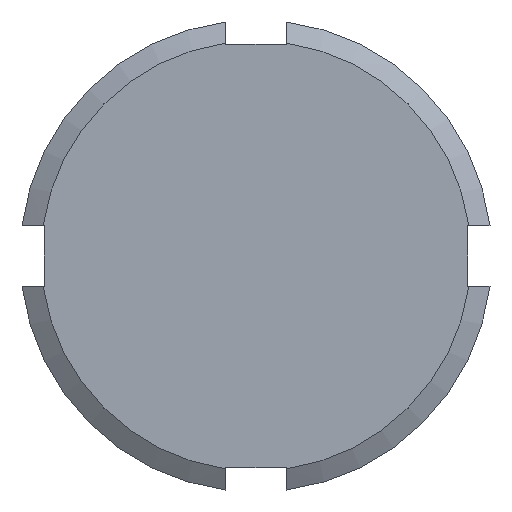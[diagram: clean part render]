
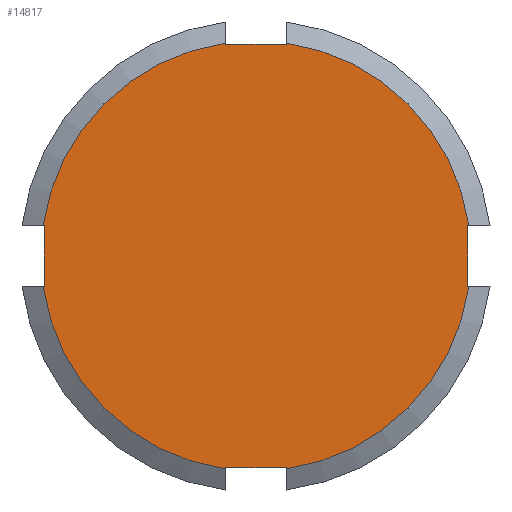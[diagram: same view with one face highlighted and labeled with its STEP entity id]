
A CAD part, front view. The second image highlights one B-rep face of the part: STEP entity #14817.
In plain terms, the highlighted free-form (B-spline) face has degree [1, 1] with [2, 2] control points.
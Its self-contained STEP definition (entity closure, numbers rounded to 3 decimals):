
#2932=CARTESIAN_POINT('',(-35.182,-50.8,5.));
#2976=CARTESIAN_POINT('',(-5.,-50.8,35.182));
#2986=CARTESIAN_POINT('',(5.,-50.8,35.182));
#3030=CARTESIAN_POINT('',(35.182,-50.8,5.));
#3040=CARTESIAN_POINT('',(35.182,-50.8,-5.));
#3084=CARTESIAN_POINT('',(5.,-50.8,-35.182));
#3094=CARTESIAN_POINT('',(-5.,-50.8,-35.182));
#3128=CARTESIAN_POINT('',(-35.182,-50.8,-5.));
#3140=DIRECTION('',(0.,0.,1.));
#3141=VECTOR('',#3140,10.);
#3142=CARTESIAN_POINT('',(-35.,-50.8,-5.));
#3143=LINE('',#3142,#3141);
#3144=DIRECTION('',(-1.,0.,0.));
#3145=VECTOR('',#3144,0.182);
#3146=CARTESIAN_POINT('',(-35.,-50.8,5.));
#3147=LINE('',#3146,#3145);
#3148=DIRECTION('',(0.,0.,-1.));
#3149=VECTOR('',#3148,0.182);
#3150=CARTESIAN_POINT('',(-5.,-50.8,35.182));
#3151=LINE('',#3150,#3149);
#3152=DIRECTION('',(1.,0.,0.));
#3153=VECTOR('',#3152,10.);
#3154=CARTESIAN_POINT('',(-5.,-50.8,35.));
#3155=LINE('',#3154,#3153);
#3156=DIRECTION('',(0.,0.,1.));
#3157=VECTOR('',#3156,0.182);
#3158=CARTESIAN_POINT('',(5.,-50.8,35.));
#3159=LINE('',#3158,#3157);
#3160=DIRECTION('',(-1.,0.,0.));
#3161=VECTOR('',#3160,0.182);
#3162=CARTESIAN_POINT('',(35.182,-50.8,5.));
#3163=LINE('',#3162,#3161);
#3164=DIRECTION('',(0.,0.,-1.));
#3165=VECTOR('',#3164,10.);
#3166=CARTESIAN_POINT('',(35.,-50.8,5.));
#3167=LINE('',#3166,#3165);
#3168=DIRECTION('',(1.,0.,0.));
#3169=VECTOR('',#3168,0.182);
#3170=CARTESIAN_POINT('',(35.,-50.8,-5.));
#3171=LINE('',#3170,#3169);
#3172=DIRECTION('',(0.,0.,1.));
#3173=VECTOR('',#3172,0.182);
#3174=CARTESIAN_POINT('',(5.,-50.8,-35.182));
#3175=LINE('',#3174,#3173);
#3176=DIRECTION('',(-1.,0.,0.));
#3177=VECTOR('',#3176,10.);
#3178=CARTESIAN_POINT('',(5.,-50.8,-35.));
#3179=LINE('',#3178,#3177);
#3180=DIRECTION('',(0.,0.,-1.));
#3181=VECTOR('',#3180,0.182);
#3182=CARTESIAN_POINT('',(-5.,-50.8,-35.));
#3183=LINE('',#3182,#3181);
#3184=DIRECTION('',(1.,0.,0.));
#3185=VECTOR('',#3184,0.182);
#3186=CARTESIAN_POINT('',(-35.182,-50.8,-5.));
#3187=LINE('',#3186,#3185);
#3193=CARTESIAN_POINT('',(0.,-50.8,0.));
#3194=DIRECTION('',(0.,-1.,0.));
#3195=DIRECTION('',(-0.141,0.,0.99));
#3196=AXIS2_PLACEMENT_3D('',#3193,#3194,#3195);
#3203=CARTESIAN_POINT('',(0.,-50.8,0.));
#3204=DIRECTION('',(0.,-1.,0.));
#3205=DIRECTION('',(0.99,0.,0.141));
#3206=AXIS2_PLACEMENT_3D('',#3203,#3204,#3205);
#3213=CARTESIAN_POINT('',(0.,-50.8,0.));
#3214=DIRECTION('',(0.,-1.,0.));
#3215=DIRECTION('',(0.141,0.,-0.99));
#3216=AXIS2_PLACEMENT_3D('',#3213,#3214,#3215);
#3218=CARTESIAN_POINT('',(0.,-50.8,0.));
#3219=DIRECTION('',(0.,-1.,0.));
#3220=DIRECTION('',(-0.99,0.,-0.141));
#3221=AXIS2_PLACEMENT_3D('',#3218,#3219,#3220);
#9392=CARTESIAN_POINT('',(5.,-50.8,-35.));
#9393=CARTESIAN_POINT('',(-5.,-50.8,-35.));
#9394=VERTEX_POINT('',#9392);
#9395=VERTEX_POINT('',#9393);
#9396=VERTEX_POINT('',#3094);
#9397=VERTEX_POINT('',#3084);
#9436=CARTESIAN_POINT('',(-35.,-50.8,-5.));
#9437=CARTESIAN_POINT('',(-35.,-50.8,5.));
#9438=VERTEX_POINT('',#9436);
#9439=VERTEX_POINT('',#9437);
#9440=CARTESIAN_POINT('',(-5.,-50.8,35.));
#9441=CARTESIAN_POINT('',(5.,-50.8,35.));
#9442=VERTEX_POINT('',#9440);
#9443=VERTEX_POINT('',#9441);
#9444=CARTESIAN_POINT('',(35.,-50.8,5.));
#9445=CARTESIAN_POINT('',(35.,-50.8,-5.));
#9446=VERTEX_POINT('',#9444);
#9447=VERTEX_POINT('',#9445);
#9448=VERTEX_POINT('',#2932);
#9449=VERTEX_POINT('',#3128);
#9450=VERTEX_POINT('',#2986);
#9451=VERTEX_POINT('',#2976);
#9452=VERTEX_POINT('',#3040);
#9453=VERTEX_POINT('',#3030);
#14790=CARTESIAN_POINT('',(36.59,-50.8,-36.59));
#14791=CARTESIAN_POINT('',(36.59,-50.8,36.59));
#14792=CARTESIAN_POINT('',(-36.59,-50.8,-36.59));
#14793=CARTESIAN_POINT('',(-36.59,-50.8,36.59));
#14794=B_SPLINE_SURFACE_WITH_KNOTS('',1,1,((#14790,#14791),(#14792,#14793)),
.UNSPECIFIED.,.F.,.F.,.F.,(2,2),(2,2),(-36.59,36.59),(
-36.59,36.59),.UNSPECIFIED.);
#14795=ORIENTED_EDGE('',*,*,#14286,.T.);
#14796=ORIENTED_EDGE('',*,*,#14309,.T.);
#14798=ORIENTED_EDGE('',*,*,#14797,.F.);
#14799=ORIENTED_EDGE('',*,*,#14393,.T.);
#14800=ORIENTED_EDGE('',*,*,#14415,.T.);
#14801=ORIENTED_EDGE('',*,*,#14437,.T.);
#14803=ORIENTED_EDGE('',*,*,#14802,.F.);
#14804=ORIENTED_EDGE('',*,*,#14521,.T.);
#14805=ORIENTED_EDGE('',*,*,#14543,.T.);
#14806=ORIENTED_EDGE('',*,*,#14565,.T.);
#14808=ORIENTED_EDGE('',*,*,#14807,.F.);
#14809=ORIENTED_EDGE('',*,*,#14649,.T.);
#14810=ORIENTED_EDGE('',*,*,#14671,.T.);
#14811=ORIENTED_EDGE('',*,*,#14693,.T.);
#14813=ORIENTED_EDGE('',*,*,#14812,.F.);
#14814=ORIENTED_EDGE('',*,*,#14749,.T.);
#14815=EDGE_LOOP('',(#14795,#14796,#14798,#14799,#14800,#14801,#14803,#14804,
#14805,#14806,#14808,#14809,#14810,#14811,#14813,#14814));
#14816=FACE_OUTER_BOUND('',#14815,.F.);
#14817=ADVANCED_FACE('',(#14816),#14794,.F.);
#3197=CIRCLE('',#3196,35.536);
#3207=CIRCLE('',#3206,35.536);
#3217=CIRCLE('',#3216,35.536);
#3222=CIRCLE('',#3221,35.536);
#14286=EDGE_CURVE('',#9438,#9439,#3143,.T.);
#14309=EDGE_CURVE('',#9439,#9448,#3147,.T.);
#14393=EDGE_CURVE('',#9451,#9442,#3151,.T.);
#14415=EDGE_CURVE('',#9442,#9443,#3155,.T.);
#14437=EDGE_CURVE('',#9443,#9450,#3159,.T.);
#14521=EDGE_CURVE('',#9453,#9446,#3163,.T.);
#14543=EDGE_CURVE('',#9446,#9447,#3167,.T.);
#14565=EDGE_CURVE('',#9447,#9452,#3171,.T.);
#14649=EDGE_CURVE('',#9397,#9394,#3175,.T.);
#14671=EDGE_CURVE('',#9394,#9395,#3179,.T.);
#14693=EDGE_CURVE('',#9395,#9396,#3183,.T.);
#14749=EDGE_CURVE('',#9449,#9438,#3187,.T.);
#14797=EDGE_CURVE('',#9451,#9448,#3197,.T.);
#14802=EDGE_CURVE('',#9453,#9450,#3207,.T.);
#14807=EDGE_CURVE('',#9397,#9452,#3217,.T.);
#14812=EDGE_CURVE('',#9449,#9396,#3222,.T.);
